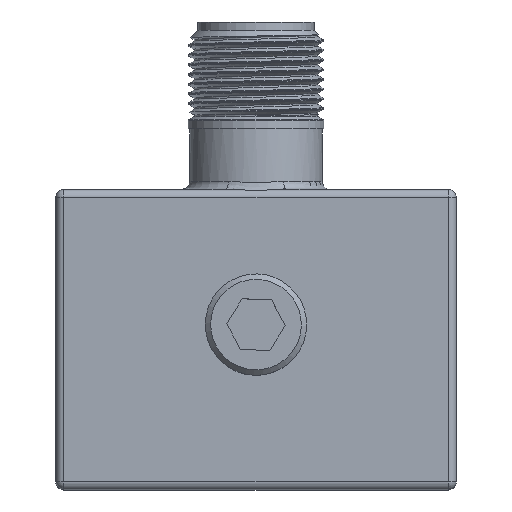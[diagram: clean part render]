
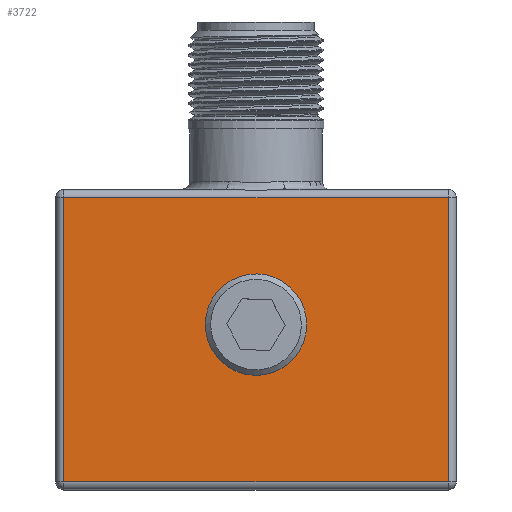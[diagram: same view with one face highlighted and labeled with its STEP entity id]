
A CAD part, top view. The second image highlights one B-rep face of the part: STEP entity #3722.
In plain terms, the highlighted planar face has unit normal (0, 0, 1).
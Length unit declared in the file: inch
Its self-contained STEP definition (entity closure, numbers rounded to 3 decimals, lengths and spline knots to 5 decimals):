
#102=FACE_BOUND('',#609,.T.);
#123=PLANE('',#3976);
#383=FACE_OUTER_BOUND('',#608,.T.);
#608=EDGE_LOOP('',(#2419,#2420,#2421,#2422));
#609=EDGE_LOOP('',(#2423));
#842=CIRCLE('',#3977,0.1875);
#984=LINE('',#5839,#1234);
#985=LINE('',#5841,#1235);
#986=LINE('',#5843,#1236);
#987=LINE('',#5844,#1237);
#1234=VECTOR('',#4311,0.3937);
#1235=VECTOR('',#4312,0.3937);
#1236=VECTOR('',#4313,0.3937);
#1237=VECTOR('',#4314,0.3937);
#1513=VERTEX_POINT('',#5837);
#1514=VERTEX_POINT('',#5838);
#1515=VERTEX_POINT('',#5840);
#1516=VERTEX_POINT('',#5842);
#1517=VERTEX_POINT('',#5845);
#1866=EDGE_CURVE('',#1513,#1514,#984,.T.);
#1867=EDGE_CURVE('',#1515,#1513,#985,.T.);
#1868=EDGE_CURVE('',#1516,#1515,#986,.T.);
#1869=EDGE_CURVE('',#1514,#1516,#987,.T.);
#1870=EDGE_CURVE('',#1517,#1517,#842,.T.);
#2419=ORIENTED_EDGE('',*,*,#1866,.F.);
#2420=ORIENTED_EDGE('',*,*,#1867,.F.);
#2421=ORIENTED_EDGE('',*,*,#1868,.F.);
#2422=ORIENTED_EDGE('',*,*,#1869,.F.);
#2423=ORIENTED_EDGE('',*,*,#1870,.T.);
#3722=ADVANCED_FACE('',(#383,#102),#123,.T.);
#3976=AXIS2_PLACEMENT_3D('',#5836,#4309,#4310);
#3977=AXIS2_PLACEMENT_3D('',#5846,#4315,#4316);
#4309=DIRECTION('center_axis',(0.,0.,
1.));
#4310=DIRECTION('ref_axis',(-1.,0.,0.));
#4311=DIRECTION('',(0.,1.,0.));
#4312=DIRECTION('',(-1.,0.,0.));
#4313=DIRECTION('',(0.,-1.,0.));
#4314=DIRECTION('',(1.,0.,0.));
#4315=DIRECTION('center_axis',(0.,0.,
-1.));
#4316=DIRECTION('ref_axis',(-0.033,-0.999,0.));
#5836=CARTESIAN_POINT('Origin',(-0.74,-0.555,0.89406));
#5837=CARTESIAN_POINT('',(-1.45,-1.08,0.89406));
#5838=CARTESIAN_POINT('',(-1.45,-0.03,0.89406));
#5839=CARTESIAN_POINT('',(-1.45,-0.2775,0.89406));
#5840=CARTESIAN_POINT('',(-0.03,-1.08,0.89406));
#5841=CARTESIAN_POINT('',(-1.11,-1.08,0.89406));
#5842=CARTESIAN_POINT('',(-0.03,-0.03,0.89406));
#5843=CARTESIAN_POINT('',(-0.03,-0.8325,0.89406));
#5844=CARTESIAN_POINT('',(-0.37,-0.03,0.89406));
#5845=CARTESIAN_POINT('',(-0.73385,-0.3126,0.89406));
#5846=CARTESIAN_POINT('Origin',(-0.74,-0.5,0.89406));
